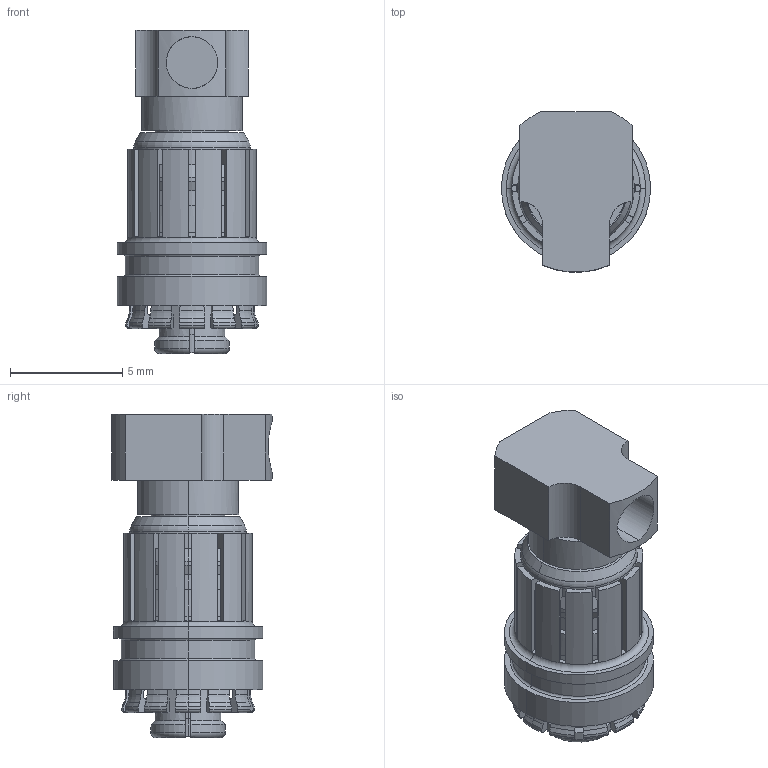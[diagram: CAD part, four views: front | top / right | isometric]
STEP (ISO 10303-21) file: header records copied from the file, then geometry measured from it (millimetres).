
FILE_DESCRIPTION (( 'STEP AP203' ), '1' );
FILE_NAME ('R222.L80.300A.STEP', '2013-06-13T06:58:21', ( 'adminradiall' ), ( 'Microsoft' ), 'SwSTEP 2.0', 'SolidWorks 2011', '' );
FILE_SCHEMA (( 'CONFIG_CONTROL_DESIGN' ));
Length unit declared in the file: millimetre
Products named in the file (1): R222.L80.300A
Bounding box: 6.65 x 7.15 x 14.4 mm (x, y, z)
Volume: 291.7 mm3; surface area: 890.3 mm2
Topology: 1 solids, 3 shells, 485 faces, 1308 edges, 820 vertices
Faces by surface type: cone 184, plane 149, cylinder 86, torus 66
Entity records: 16854 total; most frequent: CARTESIAN_POINT 4932, ORIENTED_EDGE 2612, DIRECTION 2429, EDGE_CURVE 1306, AXIS2_PLACEMENT_3D 1039, VERTEX_POINT 820, CIRCLE 553, EDGE_LOOP 506
